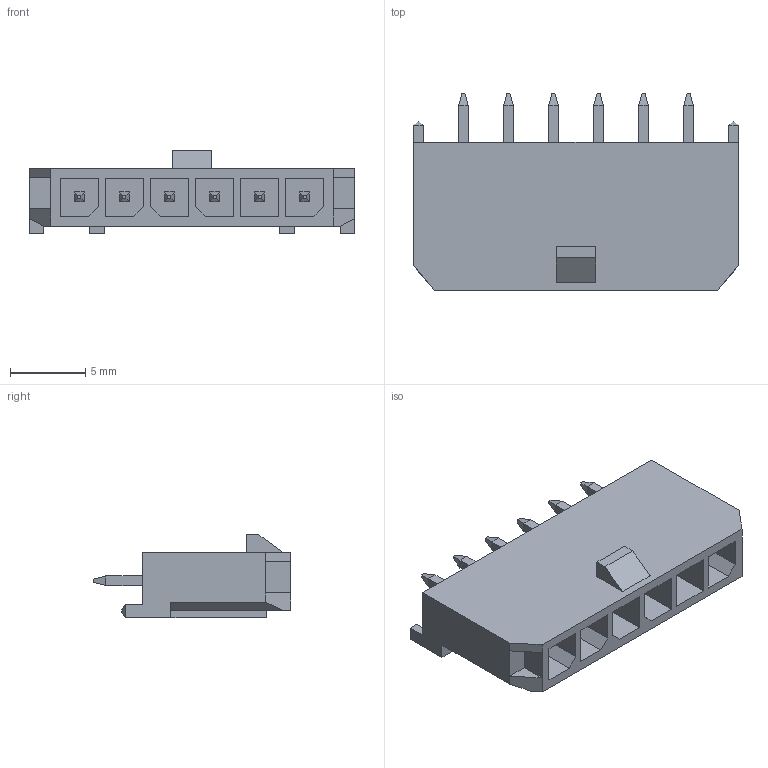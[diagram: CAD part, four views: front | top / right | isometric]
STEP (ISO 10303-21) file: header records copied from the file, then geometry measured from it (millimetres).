
FILE_DESCRIPTION(/* description */ (''),/* implementation_level */ '2;1');
FILE_NAME(/* name */ '436500627wbm000_01_214.stp',/* time_stamp */ '2022-06-14T10:17:24+06:00',/* author */ (''),/* organization */ (''),/* preprocessor_version */ 'ST-DEVELOPER v16.7',/* originating_system */ 'SIEMENS PLM Software NX 1919',/* authorisation */ '');
FILE_SCHEMA (('AUTOMOTIVE_DESIGN { 1 0 10303 214 3 1 1 1 }'));
Length unit declared in the file: millimetre
Products named in the file (1): 436500627wbm000_01
Bounding box: 21.64 x 13.18 x 5.57 mm (x, y, z)
Volume: 592 mm3; surface area: 1190.3 mm2
Topology: 1 solids, 1 shells, 200 faces, 461 edges, 284 vertices
Faces by surface type: plane 200
Entity records: 5469 total; most frequent: CARTESIAN_POINT 946, ORIENTED_EDGE 922, DIRECTION 863, EDGE_CURVE 461, LINE 461, VECTOR 461, VERTEX_POINT 284, EDGE_LOOP 221
